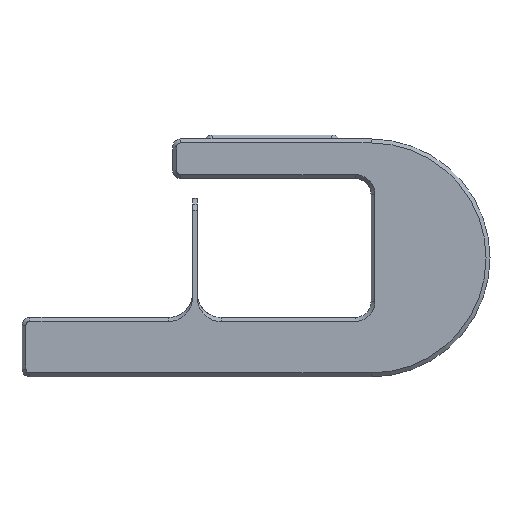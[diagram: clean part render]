
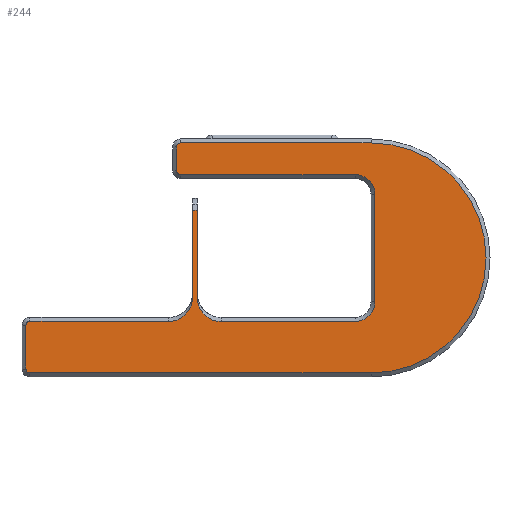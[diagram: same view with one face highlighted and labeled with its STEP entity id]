
A CAD part, front view. The second image highlights one B-rep face of the part: STEP entity #244.
In plain terms, the highlighted planar face has unit normal (0, -1, 0).
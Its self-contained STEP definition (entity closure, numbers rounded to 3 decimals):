
#24 = VERTEX_POINT('',#25);
#25 = CARTESIAN_POINT('',(12.2,-12.5,-46.));
#31 = EDGE_CURVE('',#24,#32,#34,.T.);
#32 = VERTEX_POINT('',#33);
#33 = CARTESIAN_POINT('',(46.,-12.5,-46.));
#34 = LINE('',#35,#36);
#35 = CARTESIAN_POINT('',(-36.,-12.5,-46.));
#36 = VECTOR('',#37,1.);
#37 = DIRECTION('',(1.,0.,0.));
#95 = VERTEX_POINT('',#96);
#96 = CARTESIAN_POINT('',(6.2,-12.5,-40.));
#102 = EDGE_CURVE('',#24,#95,#103,.T.);
#103 = CIRCLE('',#104,6.);
#104 = AXIS2_PLACEMENT_3D('',#105,#106,#107);
#105 = CARTESIAN_POINT('',(12.2,-12.5,-40.));
#106 = DIRECTION('',(0.,1.,0.));
#107 = DIRECTION('',(-1.,0.,0.));
#216 = EDGE_CURVE('',#32,#217,#219,.T.);
#217 = VERTEX_POINT('',#218);
#218 = CARTESIAN_POINT('',(51.,-12.5,-41.));
#219 = CIRCLE('',#220,5.);
#220 = AXIS2_PLACEMENT_3D('',#221,#222,#223);
#221 = CARTESIAN_POINT('',(46.,-12.5,-41.));
#222 = DIRECTION('',(0.,-1.,0.));
#223 = DIRECTION('',(0.,0.,-1.));
#244 = ADVANCED_FACE('',(#245),#423,.T.);
#245 = FACE_BOUND('',#246,.T.);
#246 = EDGE_LOOP('',(#247,#258,#266,#275,#283,#292,#300,#309,#317,#326,
    #334,#343,#349,#350,#351,#352,#360,#368,#376,#384,#392,#400,#408,
    #417));
#247 = ORIENTED_EDGE('',*,*,#248,.F.);
#248 = EDGE_CURVE('',#249,#251,#253,.T.);
#249 = VERTEX_POINT('',#250);
#250 = CARTESIAN_POINT('',(-37.,-12.5,-47.));
#251 = VERTEX_POINT('',#252);
#252 = CARTESIAN_POINT('',(-36.,-12.5,-46.));
#253 = CIRCLE('',#254,1.);
#254 = AXIS2_PLACEMENT_3D('',#255,#256,#257);
#255 = CARTESIAN_POINT('',(-36.,-12.5,-47.));
#256 = DIRECTION('',(0.,1.,-0.));
#257 = DIRECTION('',(-1.,0.,0.));
#258 = ORIENTED_EDGE('',*,*,#259,.F.);
#259 = EDGE_CURVE('',#260,#249,#262,.T.);
#260 = VERTEX_POINT('',#261);
#261 = CARTESIAN_POINT('',(-37.,-12.5,-58.));
#262 = LINE('',#263,#264);
#263 = CARTESIAN_POINT('',(-37.,-12.5,-58.));
#264 = VECTOR('',#265,1.);
#265 = DIRECTION('',(0.,0.,1.));
#266 = ORIENTED_EDGE('',*,*,#267,.F.);
#267 = EDGE_CURVE('',#268,#260,#270,.T.);
#268 = VERTEX_POINT('',#269);
#269 = CARTESIAN_POINT('',(-36.,-12.5,-59.));
#270 = CIRCLE('',#271,1.);
#271 = AXIS2_PLACEMENT_3D('',#272,#273,#274);
#272 = CARTESIAN_POINT('',(-36.,-12.5,-58.));
#273 = DIRECTION('',(0.,1.,0.));
#274 = DIRECTION('',(0.,0.,-1.));
#275 = ORIENTED_EDGE('',*,*,#276,.F.);
#276 = EDGE_CURVE('',#277,#268,#279,.T.);
#277 = VERTEX_POINT('',#278);
#278 = CARTESIAN_POINT('',(50.,-12.5,-59.));
#279 = LINE('',#280,#281);
#280 = CARTESIAN_POINT('',(50.,-12.5,-59.));
#281 = VECTOR('',#282,1.);
#282 = DIRECTION('',(-1.,0.,0.));
#283 = ORIENTED_EDGE('',*,*,#284,.F.);
#284 = EDGE_CURVE('',#285,#277,#287,.T.);
#285 = VERTEX_POINT('',#286);
#286 = CARTESIAN_POINT('',(50.,-12.5,-1.));
#287 = CIRCLE('',#288,29.);
#288 = AXIS2_PLACEMENT_3D('',#289,#290,#291);
#289 = CARTESIAN_POINT('',(50.,-12.5,-30.));
#290 = DIRECTION('',(-0.,1.,0.));
#291 = DIRECTION('',(0.,0.,1.));
#292 = ORIENTED_EDGE('',*,*,#293,.F.);
#293 = EDGE_CURVE('',#294,#285,#296,.T.);
#294 = VERTEX_POINT('',#295);
#295 = CARTESIAN_POINT('',(2.,-12.5,-1.));
#296 = LINE('',#297,#298);
#297 = CARTESIAN_POINT('',(2.,-12.5,-1.));
#298 = VECTOR('',#299,1.);
#299 = DIRECTION('',(1.,0.,0.));
#300 = ORIENTED_EDGE('',*,*,#301,.F.);
#301 = EDGE_CURVE('',#302,#294,#304,.T.);
#302 = VERTEX_POINT('',#303);
#303 = CARTESIAN_POINT('',(1.,-12.5,-2.));
#304 = CIRCLE('',#305,1.);
#305 = AXIS2_PLACEMENT_3D('',#306,#307,#308);
#306 = CARTESIAN_POINT('',(2.,-12.5,-2.));
#307 = DIRECTION('',(0.,1.,-0.));
#308 = DIRECTION('',(-1.,0.,0.));
#309 = ORIENTED_EDGE('',*,*,#310,.F.);
#310 = EDGE_CURVE('',#311,#302,#313,.T.);
#311 = VERTEX_POINT('',#312);
#312 = CARTESIAN_POINT('',(1.,-12.5,-8.));
#313 = LINE('',#314,#315);
#314 = CARTESIAN_POINT('',(1.,-12.5,-8.));
#315 = VECTOR('',#316,1.);
#316 = DIRECTION('',(0.,0.,1.));
#317 = ORIENTED_EDGE('',*,*,#318,.F.);
#318 = EDGE_CURVE('',#319,#311,#321,.T.);
#319 = VERTEX_POINT('',#320);
#320 = CARTESIAN_POINT('',(2.,-12.5,-9.));
#321 = CIRCLE('',#322,1.);
#322 = AXIS2_PLACEMENT_3D('',#323,#324,#325);
#323 = CARTESIAN_POINT('',(2.,-12.5,-8.));
#324 = DIRECTION('',(0.,1.,0.));
#325 = DIRECTION('',(0.,0.,-1.));
#326 = ORIENTED_EDGE('',*,*,#327,.F.);
#327 = EDGE_CURVE('',#328,#319,#330,.T.);
#328 = VERTEX_POINT('',#329);
#329 = CARTESIAN_POINT('',(46.,-12.5,-9.));
#330 = LINE('',#331,#332);
#331 = CARTESIAN_POINT('',(46.,-12.5,-9.));
#332 = VECTOR('',#333,1.);
#333 = DIRECTION('',(-1.,0.,0.));
#334 = ORIENTED_EDGE('',*,*,#335,.F.);
#335 = EDGE_CURVE('',#336,#328,#338,.T.);
#336 = VERTEX_POINT('',#337);
#337 = CARTESIAN_POINT('',(51.,-12.5,-14.));
#338 = CIRCLE('',#339,5.);
#339 = AXIS2_PLACEMENT_3D('',#340,#341,#342);
#340 = CARTESIAN_POINT('',(46.,-12.5,-14.));
#341 = DIRECTION('',(0.,-1.,0.));
#342 = DIRECTION('',(1.,0.,0.));
#343 = ORIENTED_EDGE('',*,*,#344,.F.);
#344 = EDGE_CURVE('',#217,#336,#345,.T.);
#345 = LINE('',#346,#347);
#346 = CARTESIAN_POINT('',(51.,-12.5,-41.));
#347 = VECTOR('',#348,1.);
#348 = DIRECTION('',(0.,0.,1.));
#349 = ORIENTED_EDGE('',*,*,#216,.F.);
#350 = ORIENTED_EDGE('',*,*,#31,.F.);
#351 = ORIENTED_EDGE('',*,*,#102,.T.);
#352 = ORIENTED_EDGE('',*,*,#353,.T.);
#353 = EDGE_CURVE('',#95,#354,#356,.T.);
#354 = VERTEX_POINT('',#355);
#355 = CARTESIAN_POINT('',(6.2,-12.5,-39.));
#356 = LINE('',#357,#358);
#357 = CARTESIAN_POINT('',(6.2,-12.5,-40.));
#358 = VECTOR('',#359,1.);
#359 = DIRECTION('',(0.,0.,1.));
#360 = ORIENTED_EDGE('',*,*,#361,.T.);
#361 = EDGE_CURVE('',#354,#362,#364,.T.);
#362 = VERTEX_POINT('',#363);
#363 = CARTESIAN_POINT('',(6.2,-12.5,-23.042));
#364 = LINE('',#365,#366);
#365 = CARTESIAN_POINT('',(6.2,-12.5,-50.));
#366 = VECTOR('',#367,1.);
#367 = DIRECTION('',(0.,0.,1.));
#368 = ORIENTED_EDGE('',*,*,#369,.T.);
#369 = EDGE_CURVE('',#362,#370,#372,.T.);
#370 = VERTEX_POINT('',#371);
#371 = CARTESIAN_POINT('',(6.2,-12.5,-18.));
#372 = LINE('',#373,#374);
#373 = CARTESIAN_POINT('',(6.2,-12.5,-50.));
#374 = VECTOR('',#375,1.);
#375 = DIRECTION('',(0.,0.,1.));
#376 = ORIENTED_EDGE('',*,*,#377,.F.);
#377 = EDGE_CURVE('',#378,#370,#380,.T.);
#378 = VERTEX_POINT('',#379);
#379 = CARTESIAN_POINT('',(5.,-12.5,-18.));
#380 = LINE('',#381,#382);
#381 = CARTESIAN_POINT('',(5.,-12.5,-18.));
#382 = VECTOR('',#383,1.);
#383 = DIRECTION('',(1.,0.,0.));
#384 = ORIENTED_EDGE('',*,*,#385,.F.);
#385 = EDGE_CURVE('',#386,#378,#388,.T.);
#386 = VERTEX_POINT('',#387);
#387 = CARTESIAN_POINT('',(5.,-12.5,-23.042));
#388 = LINE('',#389,#390);
#389 = CARTESIAN_POINT('',(5.,-12.5,-50.));
#390 = VECTOR('',#391,1.);
#391 = DIRECTION('',(0.,0.,1.));
#392 = ORIENTED_EDGE('',*,*,#393,.F.);
#393 = EDGE_CURVE('',#394,#386,#396,.T.);
#394 = VERTEX_POINT('',#395);
#395 = CARTESIAN_POINT('',(5.,-12.5,-39.));
#396 = LINE('',#397,#398);
#397 = CARTESIAN_POINT('',(5.,-12.5,-50.));
#398 = VECTOR('',#399,1.);
#399 = DIRECTION('',(0.,0.,1.));
#400 = ORIENTED_EDGE('',*,*,#401,.F.);
#401 = EDGE_CURVE('',#402,#394,#404,.T.);
#402 = VERTEX_POINT('',#403);
#403 = CARTESIAN_POINT('',(5.,-12.5,-40.));
#404 = LINE('',#405,#406);
#405 = CARTESIAN_POINT('',(5.,-12.5,-40.));
#406 = VECTOR('',#407,1.);
#407 = DIRECTION('',(0.,0.,1.));
#408 = ORIENTED_EDGE('',*,*,#409,.F.);
#409 = EDGE_CURVE('',#410,#402,#412,.T.);
#410 = VERTEX_POINT('',#411);
#411 = CARTESIAN_POINT('',(-1.,-12.5,-46.));
#412 = CIRCLE('',#413,6.);
#413 = AXIS2_PLACEMENT_3D('',#414,#415,#416);
#414 = CARTESIAN_POINT('',(-1.,-12.5,-40.));
#415 = DIRECTION('',(0.,-1.,0.));
#416 = DIRECTION('',(1.,0.,0.));
#417 = ORIENTED_EDGE('',*,*,#418,.F.);
#418 = EDGE_CURVE('',#251,#410,#419,.T.);
#419 = LINE('',#420,#421);
#420 = CARTESIAN_POINT('',(-36.,-12.5,-46.));
#421 = VECTOR('',#422,1.);
#422 = DIRECTION('',(1.,0.,0.));
#423 = PLANE('',#424);
#424 = AXIS2_PLACEMENT_3D('',#425,#426,#427);
#425 = CARTESIAN_POINT('',(23.815,-12.5,-33.136));
#426 = DIRECTION('',(0.,-1.,0.));
#427 = DIRECTION('',(0.,0.,1.));
